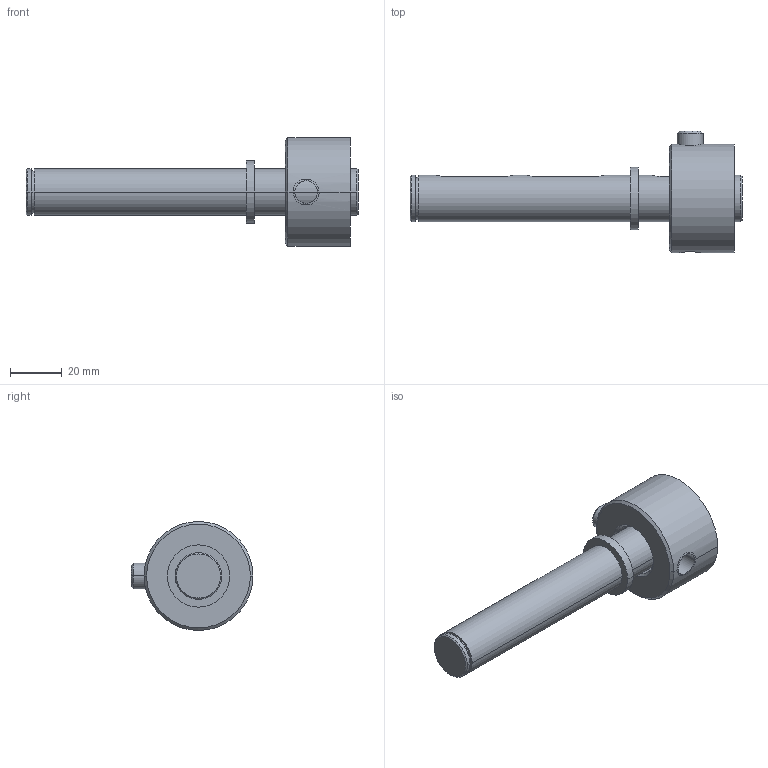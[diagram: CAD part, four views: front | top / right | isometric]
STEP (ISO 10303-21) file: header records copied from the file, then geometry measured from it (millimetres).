
FILE_DESCRIPTION((''),'2;1');
FILE_NAME('A2-ACCOUPLEMENT_MOTEUR_2_ASM','2024-02-04T22:41:57',('lucie'),('INSA'),'CREO PARAMETRIC BY PTC INC, 2022014','CREO PARAMETRIC BY PTC INC, 2022014','');
FILE_SCHEMA(('CONFIG_CONTROL_DESIGN'));
Length unit declared in the file: millimetre
Products named in the file (4): 100-TECHNOI_425001_ARBRE_SORTIE; 200-ANJOU_MEC0002_BRAS_TELESCOP; 320-BOSSARD_BN619_VIS_M10X20_L; A2-ACCOUPLEMENT_MOTEUR_2_ASM
Assembly tree (3 placements, depth 2):
  A2-ACCOUPLEMENT_MOTEUR_2_ASM
    100-TECHNOI_425001_ARBRE_SORTIE
    200-ANJOU_MEC0002_BRAS_TELESCOP
    320-BOSSARD_BN619_VIS_M10X20_L
Bounding box: 128 x 47 x 42 mm (x, y, z)
Volume: 57726.9 mm3; surface area: 18487.1 mm2
Topology: 3 solids, 7 shells, 102 faces, 241 edges, 146 vertices
Faces by surface type: cylinder 38, plane 34, cone 26, torus 4
Entity records: 5906 total; most frequent: CARTESIAN_POINT 3443, DIRECTION 523, ORIENTED_EDGE 462, EDGE_CURVE 237, AXIS2_PLACEMENT_3D 205, VERTEX_POINT 146, VECTOR 113, LINE 113
